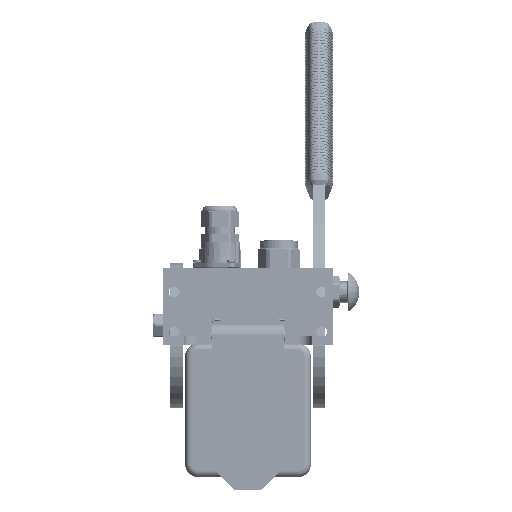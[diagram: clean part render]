
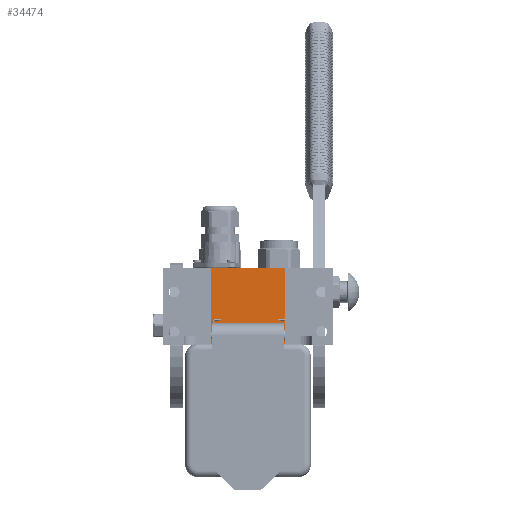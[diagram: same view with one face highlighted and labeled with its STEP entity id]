
A CAD part, left-side view. The second image highlights one B-rep face of the part: STEP entity #34474.
In plain terms, the highlighted face is planar.
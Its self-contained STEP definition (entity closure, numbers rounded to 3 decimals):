
#544 = EDGE_CURVE ( 'NONE', #139074, #125910, #191369, .T. ) ;
#17312 = ORIENTED_EDGE ( 'NONE', *, *, #109792, .T. ) ;
#28195 = CARTESIAN_POINT ( 'NONE',  ( -29., 0., -107.5 ) ) ;
#34474 = ADVANCED_FACE ( 'NONE', ( #106361 ), #125566, .T. ) ;
#35540 = EDGE_CURVE ( 'NONE', #174047, #139074, #178024, .T. ) ;
#35599 = DIRECTION ( 'NONE',  ( 0., 1., 0. ) ) ;
#38353 = CARTESIAN_POINT ( 'NONE',  ( -29., 0., -107.5 ) ) ;
#41110 = VECTOR ( 'NONE', #35599, 1000. ) ;
#60966 = DIRECTION ( 'NONE',  ( 0., 0., -1. ) ) ;
#68920 = DIRECTION ( 'NONE',  ( -1., 0., 0. ) ) ;
#76937 = DIRECTION ( 'NONE',  ( -1., 0., 0. ) ) ;
#80103 = ORIENTED_EDGE ( 'NONE', *, *, #544, .F. ) ;
#106361 = FACE_OUTER_BOUND ( 'NONE', #107227, .T. ) ;
#107227 = EDGE_LOOP ( 'NONE', ( #17312, #80103, #149756, #137376 ) ) ;
#109792 = EDGE_CURVE ( 'NONE', #119644, #125910, #178856, .T. ) ;
#112300 = VECTOR ( 'NONE', #200730, 1000. ) ;
#119644 = VERTEX_POINT ( 'NONE', #38353 ) ;
#125566 = PLANE ( 'NONE',  #156243 ) ;
#125910 = VERTEX_POINT ( 'NONE', #179025 ) ;
#137376 = ORIENTED_EDGE ( 'NONE', *, *, #164128, .T. ) ;
#138550 = CARTESIAN_POINT ( 'NONE',  ( 29., 60.2, -107.5 ) ) ;
#139074 = VERTEX_POINT ( 'NONE', #138550 ) ;
#141470 = VECTOR ( 'NONE', #169454, 1000. ) ;
#142427 = LINE ( 'NONE', #184730, #112300 ) ;
#149756 = ORIENTED_EDGE ( 'NONE', *, *, #35540, .F. ) ;
#154097 = VECTOR ( 'NONE', #68920, 1000. ) ;
#156218 = CARTESIAN_POINT ( 'NONE',  ( 29., 0., -107.5 ) ) ;
#156243 = AXIS2_PLACEMENT_3D ( 'NONE', #156218, #60966, #76937 ) ;
#164128 = EDGE_CURVE ( 'NONE', #174047, #119644, #142427, .T. ) ;
#164140 = CARTESIAN_POINT ( 'NONE',  ( 29., 60.2, -107.5 ) ) ;
#164476 = CARTESIAN_POINT ( 'NONE',  ( 29., 0., -107.5 ) ) ;
#169454 = DIRECTION ( 'NONE',  ( 0., 1., 0. ) ) ;
#174047 = VERTEX_POINT ( 'NONE', #164476 ) ;
#178024 = LINE ( 'NONE', #178241, #41110 ) ;
#178241 = CARTESIAN_POINT ( 'NONE',  ( 29., 0., -107.5 ) ) ;
#178856 = LINE ( 'NONE', #28195, #141470 ) ;
#179025 = CARTESIAN_POINT ( 'NONE',  ( -29., 60.2, -107.5 ) ) ;
#184730 = CARTESIAN_POINT ( 'NONE',  ( 29., 0., -107.5 ) ) ;
#191369 = LINE ( 'NONE', #164140, #154097 ) ;
#200730 = DIRECTION ( 'NONE',  ( -1., 0., 0. ) ) ;
